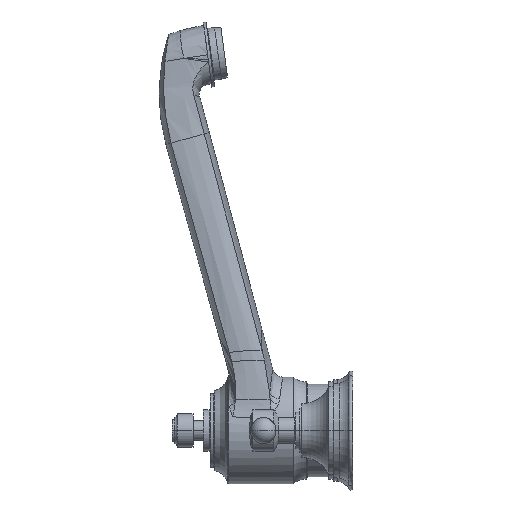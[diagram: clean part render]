
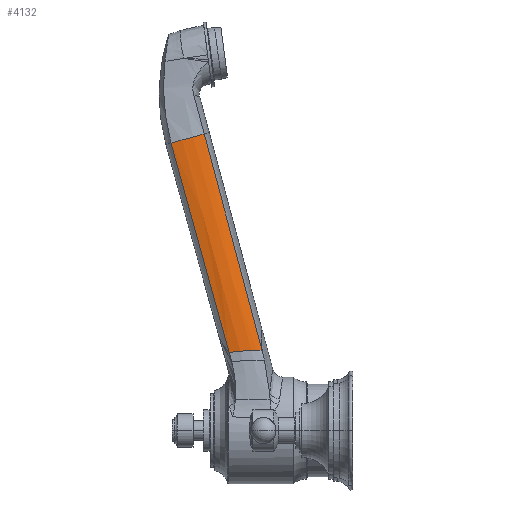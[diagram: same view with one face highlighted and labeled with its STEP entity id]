
A CAD part, left-side view. The second image highlights one B-rep face of the part: STEP entity #4132.
In plain terms, the highlighted free-form (B-spline) face has degree [3, 3] with [4, 4] control points.
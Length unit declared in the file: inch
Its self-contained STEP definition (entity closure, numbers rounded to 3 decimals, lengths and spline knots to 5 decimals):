
#1070=CARTESIAN_POINT('',(-1.10338,2.17574,1.92413));
#1072=CARTESIAN_POINT('',(-1.10195,2.96474,1.8719));
#1073=CARTESIAN_POINT('',(-1.16909,2.69951,1.90493));
#1074=CARTESIAN_POINT('',(-1.16907,2.42618,1.92558));
#1075=CARTESIAN_POINT('',(-1.10338,2.17574,1.92413));
#1101=CARTESIAN_POINT('',(-1.10338,2.17574,1.92413));
#1102=CARTESIAN_POINT('',(-0.98582,2.63991,
3.65643));
#1103=CARTESIAN_POINT('',(-0.87811,3.11071,
5.41348));
#1104=CARTESIAN_POINT('',(-0.78494,3.56421,
7.10594));
#1106=CARTESIAN_POINT('',(-0.79163,4.35542,
6.88652));
#1107=CARTESIAN_POINT('',(-0.8353,4.0938,
6.95908));
#1108=CARTESIAN_POINT('',(-0.83303,3.82511,
7.03359));
#1109=CARTESIAN_POINT('',(-0.78494,3.56421,
7.10594));
#1125=DIRECTION('',(0.06,0.267,0.962));
#1126=VECTOR('',#1125,5.21313);
#1127=CARTESIAN_POINT('',(-1.10195,2.96474,1.8719));
#1128=LINE('',#1127,#1126);
#1975=CARTESIAN_POINT('',(-1.10195,2.96474,1.8719));
#1977=VERTEX_POINT('',#1975);
#1978=CARTESIAN_POINT('',(-0.79163,4.35542,
6.88652));
#1979=VERTEX_POINT('',#1978);
#1990=VERTEX_POINT('',#1070);
#1991=VERTEX_POINT('',#1104);
#4107=CARTESIAN_POINT('',(-1.10195,2.96474,1.8719));
#4108=CARTESIAN_POINT('',(-1.16909,2.69951,1.90493));
#4109=CARTESIAN_POINT('',(-1.16907,2.42618,1.92558));
#4110=CARTESIAN_POINT('',(-1.10338,2.17574,1.92413));
#4111=CARTESIAN_POINT('',(-0.99885,3.42677,
3.5379));
#4112=CARTESIAN_POINT('',(-1.11553,3.16114,3.60305));
#4113=CARTESIAN_POINT('',(-1.11034,2.88055,3.64826));
#4114=CARTESIAN_POINT('',(-0.98582,2.63991,
3.65643));
#4115=CARTESIAN_POINT('',(-0.89708,3.88285,
5.1825));
#4116=CARTESIAN_POINT('',(-0.97373,3.62627,
5.26538));
#4117=CARTESIAN_POINT('',(-0.96711,3.35829,
5.3455));
#4118=CARTESIAN_POINT('',(-0.87811,3.11071,
5.41348));
#4119=CARTESIAN_POINT('',(-0.79163,4.35542,
6.88652));
#4120=CARTESIAN_POINT('',(-0.8353,4.0938,
6.95908));
#4121=CARTESIAN_POINT('',(-0.83303,3.82511,
7.03359));
#4122=CARTESIAN_POINT('',(-0.78494,3.56421,
7.10594));
#4123=B_SPLINE_SURFACE_WITH_KNOTS('',3,3,((#4107,#4108,#4109,#4110),(#4111,
#4112,#4113,#4114),(#4115,#4116,#4117,#4118),(#4119,#4120,#4121,#4122)),
.UNSPECIFIED.,.F.,.F.,.F.,(4,4),(4,4),(0.07521,0.35195),(
0.,1.),.UNSPECIFIED.);
#4124=ORIENTED_EDGE('',*,*,#4097,.F.);
#4125=ORIENTED_EDGE('',*,*,#4024,.F.);
#4127=ORIENTED_EDGE('',*,*,#4126,.T.);
#4129=ORIENTED_EDGE('',*,*,#4128,.T.);
#4130=EDGE_LOOP('',(#4124,#4125,#4127,#4129));
#4131=FACE_OUTER_BOUND('',#4130,.F.);
#4132=ADVANCED_FACE('',(#4131),#4123,.F.);
#1076=B_SPLINE_CURVE_WITH_KNOTS('',3,(#1072,#1073,#1074,#1075),.UNSPECIFIED.,
.F.,.F.,(4,4),(0.,1.),.UNSPECIFIED.);
#1105=B_SPLINE_CURVE_WITH_KNOTS('',3,(#1101,#1102,#1103,#1104),.UNSPECIFIED.,
.F.,.F.,(4,4),(0.,1.),.UNSPECIFIED.);
#1110=B_SPLINE_CURVE_WITH_KNOTS('',3,(#1106,#1107,#1108,#1109),.UNSPECIFIED.,
.F.,.F.,(4,4),(0.,1.),.UNSPECIFIED.);
#4024=EDGE_CURVE('',#1977,#1990,#1076,.T.);
#4097=EDGE_CURVE('',#1990,#1991,#1105,.T.);
#4126=EDGE_CURVE('',#1977,#1979,#1128,.T.);
#4128=EDGE_CURVE('',#1979,#1991,#1110,.T.);
